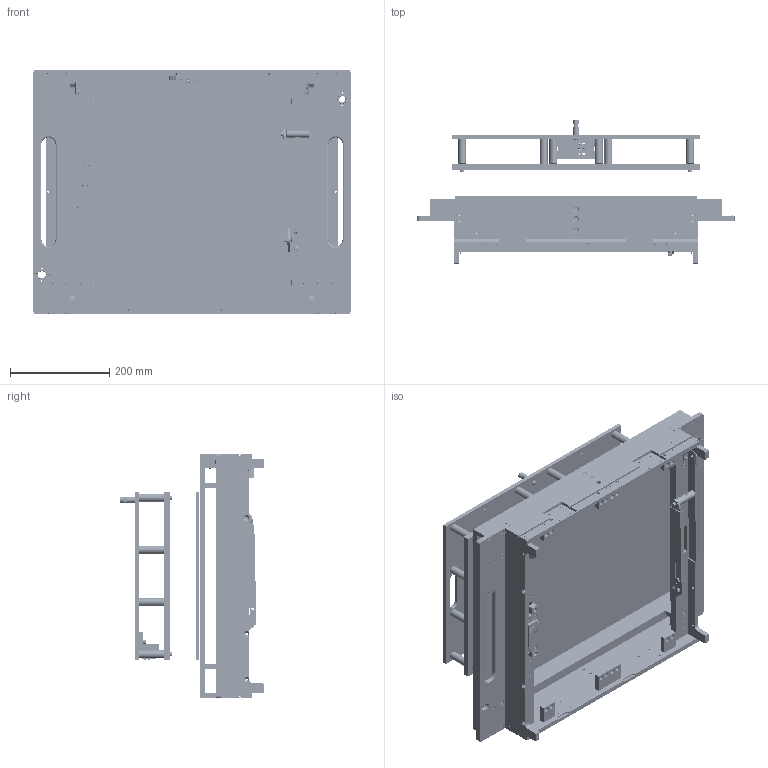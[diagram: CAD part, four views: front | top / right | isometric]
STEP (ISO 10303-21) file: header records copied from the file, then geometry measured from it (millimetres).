
FILE_DESCRIPTION (( 'STEP AP214' ), '1' );
FILE_NAME ('INGUN_109426-KIT.STEP', '2021-11-08T08:03:41', ( '' ), ( '' ), 'SwSTEP 2.0', 'SolidWorks 2018', '' );
FILE_SCHEMA (( 'AUTOMOTIVE_DESIGN' ));
Length unit declared in the file: millimetre
Products named in the file (73): 109401~0_S; 109424~3_S; 109417~3_S; 109412~3_S; 109403~3_S; DIN912~n_M04,0x008; INGUN_109426-KIT; DIN912~n_M05,0x012; DIN6325~n_02,0m6x012; 20901_01~0; DIN912~n_M04,0x012; 110645~2_kontaktiert nur Platte<S>; 109425-KIT~3_kontaktiert ohne Beistellung<S>; 109405~1_S; DIN912~n_M03,0x012; KT-Master~-k-t_KT-158; 109586~0_S; DIN7991~n_M05,0x030; 109415~4_S; INFO_4562~0_Typenschild 1053; 3870__001~0_#1Standard; 110533~0_Ordner-4_flexibel<S>; DIN125~n_04,3 M04,0; DIN912~n_M04,0x016; DIN913~n_M05,0x30; 111360~0_S; 109506~1_S; 20901~0_flexibel<Standard>; 109422~1_S; 20902~0; DIN7991~n_M05,0x016; 8333~0; ISO7380~n_M05,0x016; 109404~3_S; DIN7991~n_M05,0x020; DIN125~n_05,3 M05,0 Fase; 8804~0; DIN7991~n_M05,0x025; 109576~3_geschlossen<S>; 109451~0_S ...
Assembly tree (276 placements, depth 6):
  INGUN_109426-KIT
    109416-KIT~6_kontaktiert ohne Beistellung<S>
      109415~4_S
      111360~0_S
        109413~5_S  x2
        109412~3_S  x2
        109411~2_S
        109409~2_S
        109408~2_S  x2
        109407~1_S  x2
        109406~1_S  x2
        109405~1_S  x4
        109506~1_S  x4
        109404~3_S  x2
        109403~3_S
        109401~0_S
        109402~0_S
        109586~0_S  x2
        109434~2
          109433~3
          DIN912~n_M03,0x008  x2
          KT-Master~-k-t_KT-158  x25
          DIN6325~n_02,0m6x012  x2
        3870~0_flexibel<Standard>  x2
          3870__001~0
          3870__001~0_#1Standard
        110533~0_Ordner-4_flexibel<S>
          109451~0_S
            20902~0
          20901~0_flexibel<Standard>
            20901~0_ohne Schiebeteil<Standard>
            20901_01~0
          110530~1_S
          32462~0_S  x2
          DIN125~n_05,3 M05,0 Fase  x2
          8804~0  x2
          DIN985-A2~n_M05,0  x3
          8333~0
          DIN7991~n_M05,0x016
          DIN7991~n_M05,0x025  x3
          DIN913~n_M05,0x30
        109576~3_geschlossen<S>
          110373~2_S
          109578~4_S
          110632~0_S
          DIN6325~n_02,0m6x012
          DIN7991~n_M05,0x030  x2
          DIN912~n_M04,0x008  x2
          DIN125~n_04,3 M04,0  x2
          14997~0_<S>
          K_101674~0_f〉 Klemmschutz<S>
        3069~0  x2
        DIN7991~n_M03,0x010 VA  x4
        DIN923~n_M03x10-A2  x2
        DIN912~n_M03,0x012  x24
        DIN912~n_M04,0x012  x28
        DIN912~n_M04,0x008  x8
        DIN7991~n_M05,0x016  x2
        DIN912~n_M04,0x016  x10
        DIN125~n_04,3 M04,0  x12
Bounding box: 640 x 291 x 494.3 mm (x, y, z)
Volume: 10655371 mm3; surface area: 2738970.7 mm2
Topology: 349 solids, 349 shells, 8864 faces, 21208 edges, 13345 vertices
Faces by surface type: cylinder 4813, plane 2276, cone 1671, sphere 52, torus 36, bspline 16
Entity records: 81643 total; most frequent: CARTESIAN_POINT 16543, DIRECTION 13581, ORIENTED_EDGE 11484, EDGE_CURVE 5742, AXIS2_PLACEMENT_3D 5395, VERTEX_POINT 3705, EDGE_LOOP 3061, CIRCLE 2809
